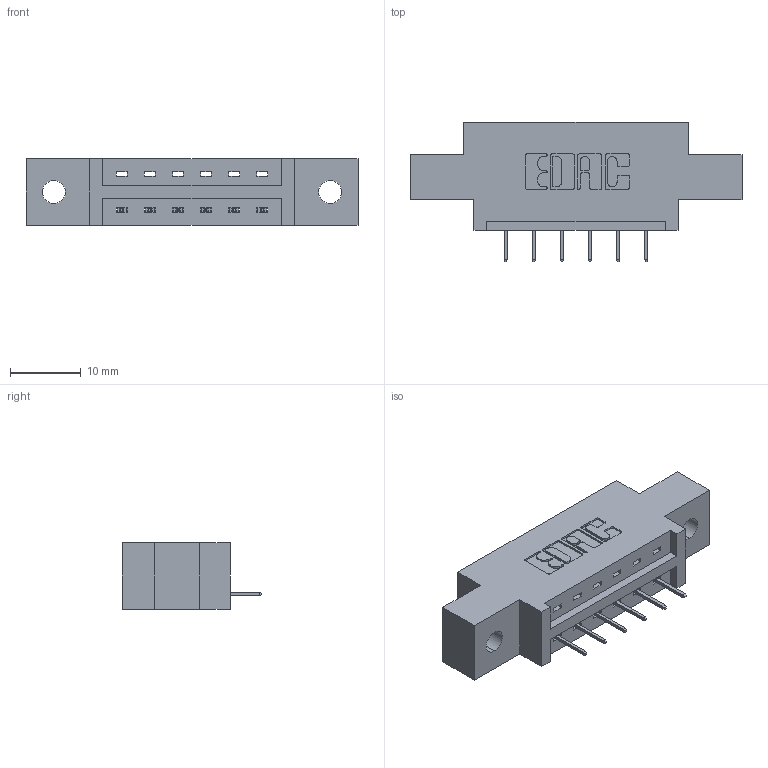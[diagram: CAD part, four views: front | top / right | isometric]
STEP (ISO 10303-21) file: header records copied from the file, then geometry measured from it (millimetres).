
FILE_DESCRIPTION (( 'STEP AP203' ), '1' );
FILE_NAME ('387-006-524-602.STEP', '2018-08-13T03:27:34', ( '' ), ( '' ), 'SwSTEP 2.0', 'SolidWorks 2016', '' );
FILE_SCHEMA (( 'CONFIG_CONTROL_DESIGN' ));
Length unit declared in the file: inch
Products named in the file (3): 337 Part_0.170 Offset - 0.128 Dia; 345-292-001_345-293-124; 387-006-524-602
Assembly tree (7 placements, depth 2):
  387-006-524-602
    337 Part_0.170 Offset - 0.128 Dia
    345-292-001_345-293-124  x6
Bounding box: 46.79 x 19.69 x 9.4 mm (x, y, z)
Volume: 4234.3 mm3; surface area: 3918.9 mm2
Topology: 7 solids, 7 shells, 514 faces, 1475 edges, 958 vertices
Faces by surface type: plane 386, cylinder 128
Entity records: 9325 total; most frequent: CARTESIAN_POINT 1628, ORIENTED_EDGE 1570, DIRECTION 1445, EDGE_CURVE 785, LINE 661, VECTOR 661, VERTEX_POINT 518, AXIS2_PLACEMENT_3D 392
